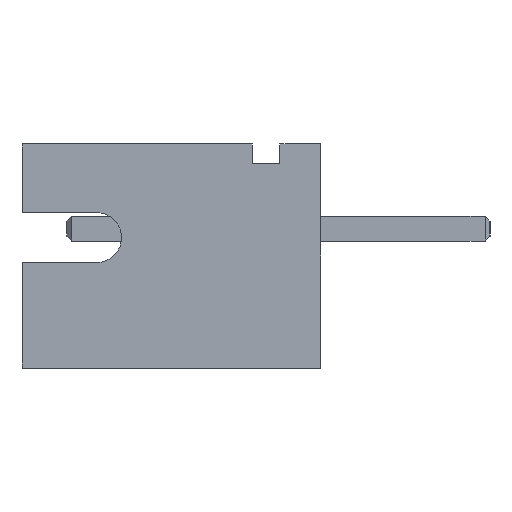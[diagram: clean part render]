
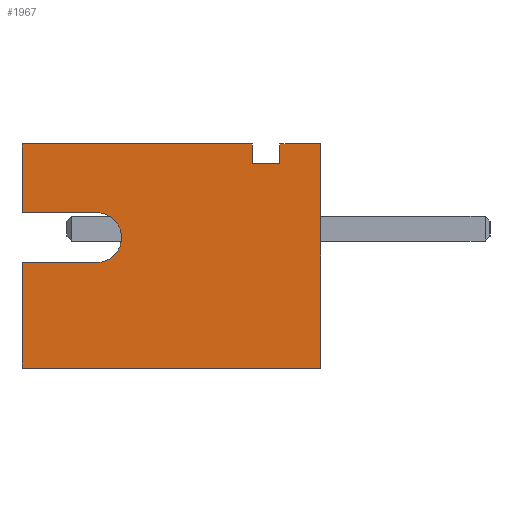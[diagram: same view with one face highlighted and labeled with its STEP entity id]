
A CAD part, left-side view. The second image highlights one B-rep face of the part: STEP entity #1967.
In plain terms, the highlighted planar face has unit normal (-1, 0, 0).
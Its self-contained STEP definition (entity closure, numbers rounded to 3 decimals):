
#245 = LINE ( 'NONE', #9698, #12028 ) ;
#315 = CIRCLE ( 'NONE', #10189, 0.5 ) ;
#329 = PLANE ( 'NONE',  #9159 ) ;
#509 = ORIENTED_EDGE ( 'NONE', *, *, #4233, .F. ) ;
#581 = EDGE_LOOP ( 'NONE', ( #13388, #878, #10579, #3590, #12874, #10103, #2654, #14434, #6326, #17216, #509, #17254 ) ) ;
#878 = ORIENTED_EDGE ( 'NONE', *, *, #9839, .F. ) ;
#1130 = VERTEX_POINT ( 'NONE', #8592 ) ;
#1408 = VECTOR ( 'NONE', #16765, 1000. ) ;
#1601 = CARTESIAN_POINT ( 'NONE',  ( -1.95, 0., 1.7 ) ) ;
#1711 = LINE ( 'NONE', #18164, #9974 ) ;
#1775 = LINE ( 'NONE', #3241, #2021 ) ;
#1967 = ADVANCED_FACE ( 'NONE', ( #15211 ), #329, .F. ) ;
#1985 = CARTESIAN_POINT ( 'NONE',  ( -1.95, 6., 1.7 ) ) ;
#2021 = VECTOR ( 'NONE', #3060, 1000. ) ;
#2199 = CARTESIAN_POINT ( 'NONE',  ( -1.95, 4.5, 0.32 ) ) ;
#2654 = ORIENTED_EDGE ( 'NONE', *, *, #16542, .F. ) ;
#2727 = LINE ( 'NONE', #11629, #5244 ) ;
#2752 = CARTESIAN_POINT ( 'NONE',  ( -1.95, 6., 1.7 ) ) ;
#2931 = VERTEX_POINT ( 'NONE', #9173 ) ;
#3060 = DIRECTION ( 'NONE',  ( 0., -1., 0. ) ) ;
#3107 = DIRECTION ( 'NONE',  ( 0., 0., 1. ) ) ;
#3207 = VERTEX_POINT ( 'NONE', #18965 ) ;
#3241 = CARTESIAN_POINT ( 'NONE',  ( -1.95, 6., 1.7 ) ) ;
#3277 = VERTEX_POINT ( 'NONE', #12488 ) ;
#3590 = ORIENTED_EDGE ( 'NONE', *, *, #14594, .T. ) ;
#3763 = DIRECTION ( 'NONE',  ( 0., -1., 0. ) ) ;
#3856 = CARTESIAN_POINT ( 'NONE',  ( -1.95, 1.38, 1.7 ) ) ;
#4233 = EDGE_CURVE ( 'NONE', #16184, #17842, #245, .T. ) ;
#4912 = EDGE_CURVE ( 'NONE', #1130, #19453, #11880, .T. ) ;
#4927 = VECTOR ( 'NONE', #18770, 1000. ) ;
#5161 = CARTESIAN_POINT ( 'NONE',  ( -1.95, 6., 0.32 ) ) ;
#5244 = VECTOR ( 'NONE', #8821, 1000. ) ;
#5531 = DIRECTION ( 'NONE',  ( 0., -1., 0. ) ) ;
#5538 = CARTESIAN_POINT ( 'NONE',  ( -1.95, 0.82, 1.3 ) ) ;
#6042 = CARTESIAN_POINT ( 'NONE',  ( -1.95, 0., 1.7 ) ) ;
#6129 = CARTESIAN_POINT ( 'NONE',  ( -1.95, 6., -0.68 ) ) ;
#6196 = VERTEX_POINT ( 'NONE', #12787 ) ;
#6239 = VERTEX_POINT ( 'NONE', #2199 ) ;
#6326 = ORIENTED_EDGE ( 'NONE', *, *, #9587, .T. ) ;
#6353 = CARTESIAN_POINT ( 'NONE',  ( -1.95, 6., 1.7 ) ) ;
#6678 = CARTESIAN_POINT ( 'NONE',  ( -1.95, 0.82, 1.3 ) ) ;
#6767 = LINE ( 'NONE', #6678, #4927 ) ;
#7393 = CARTESIAN_POINT ( 'NONE',  ( -1.95, 1.38, 1.3 ) ) ;
#8256 = CARTESIAN_POINT ( 'NONE',  ( -1.95, 6., -2.8 ) ) ;
#8398 = CARTESIAN_POINT ( 'NONE',  ( -1.95, 6., -2.8 ) ) ;
#8402 = VECTOR ( 'NONE', #3763, 1000. ) ;
#8592 = CARTESIAN_POINT ( 'NONE',  ( -1.95, 1.38, 1.3 ) ) ;
#8821 = DIRECTION ( 'NONE',  ( 0., 0., 1. ) ) ;
#9159 = AXIS2_PLACEMENT_3D ( 'NONE', #6353, #12319, #12409 ) ;
#9173 = CARTESIAN_POINT ( 'NONE',  ( -1.95, 0.82, 1.7 ) ) ;
#9239 = DIRECTION ( 'NONE',  ( 0., 0., 1. ) ) ;
#9587 = EDGE_CURVE ( 'NONE', #1130, #15070, #1711, .T. ) ;
#9698 = CARTESIAN_POINT ( 'NONE',  ( -1.95, 6., 1.7 ) ) ;
#9769 = VERTEX_POINT ( 'NONE', #1601 ) ;
#9839 = EDGE_CURVE ( 'NONE', #3207, #3277, #10593, .T. ) ;
#9881 = EDGE_CURVE ( 'NONE', #17842, #15070, #17458, .T. ) ;
#9974 = VECTOR ( 'NONE', #3107, 1000. ) ;
#10101 = VERTEX_POINT ( 'NONE', #8256 ) ;
#10103 = ORIENTED_EDGE ( 'NONE', *, *, #16031, .F. ) ;
#10189 = AXIS2_PLACEMENT_3D ( 'NONE', #15418, #16821, #9239 ) ;
#10579 = ORIENTED_EDGE ( 'NONE', *, *, #17260, .F. ) ;
#10593 = LINE ( 'NONE', #6129, #1408 ) ;
#11629 = CARTESIAN_POINT ( 'NONE',  ( -1.95, 6., 1.7 ) ) ;
#11705 = LINE ( 'NONE', #18316, #11796 ) ;
#11796 = VECTOR ( 'NONE', #13665, 1000. ) ;
#11880 = LINE ( 'NONE', #7393, #13396 ) ;
#12028 = VECTOR ( 'NONE', #12607, 1000. ) ;
#12096 = DIRECTION ( 'NONE',  ( 0., 0., 1. ) ) ;
#12319 = DIRECTION ( 'NONE',  ( 1., 0., 0. ) ) ;
#12409 = DIRECTION ( 'NONE',  ( 0., 0., -1. ) ) ;
#12488 = CARTESIAN_POINT ( 'NONE',  ( -1.95, 4.5, -0.68 ) ) ;
#12607 = DIRECTION ( 'NONE',  ( 0., 0., 1. ) ) ;
#12668 = EDGE_CURVE ( 'NONE', #6239, #16184, #11705, .T. ) ;
#12787 = CARTESIAN_POINT ( 'NONE',  ( -1.95, 0., -2.8 ) ) ;
#12874 = ORIENTED_EDGE ( 'NONE', *, *, #16586, .T. ) ;
#13388 = ORIENTED_EDGE ( 'NONE', *, *, #13483, .F. ) ;
#13396 = VECTOR ( 'NONE', #19500, 1000. ) ;
#13483 = EDGE_CURVE ( 'NONE', #3277, #6239, #315, .T. ) ;
#13665 = DIRECTION ( 'NONE',  ( 0., 1., 0. ) ) ;
#13844 = VECTOR ( 'NONE', #12096, 1000. ) ;
#14434 = ORIENTED_EDGE ( 'NONE', *, *, #4912, .F. ) ;
#14594 = EDGE_CURVE ( 'NONE', #10101, #6196, #14795, .T. ) ;
#14795 = LINE ( 'NONE', #8398, #19157 ) ;
#15070 = VERTEX_POINT ( 'NONE', #3856 ) ;
#15211 = FACE_OUTER_BOUND ( 'NONE', #581, .T. ) ;
#15418 = CARTESIAN_POINT ( 'NONE',  ( -1.95, 4.5, -0.18 ) ) ;
#16031 = EDGE_CURVE ( 'NONE', #2931, #9769, #1775, .T. ) ;
#16184 = VERTEX_POINT ( 'NONE', #5161 ) ;
#16542 = EDGE_CURVE ( 'NONE', #19453, #2931, #6767, .T. ) ;
#16586 = EDGE_CURVE ( 'NONE', #6196, #9769, #18064, .T. ) ;
#16765 = DIRECTION ( 'NONE',  ( 0., -1., 0. ) ) ;
#16821 = DIRECTION ( 'NONE',  ( -1., 0., 0. ) ) ;
#17216 = ORIENTED_EDGE ( 'NONE', *, *, #9881, .F. ) ;
#17254 = ORIENTED_EDGE ( 'NONE', *, *, #12668, .F. ) ;
#17260 = EDGE_CURVE ( 'NONE', #10101, #3207, #2727, .T. ) ;
#17458 = LINE ( 'NONE', #1985, #8402 ) ;
#17842 = VERTEX_POINT ( 'NONE', #2752 ) ;
#18064 = LINE ( 'NONE', #6042, #13844 ) ;
#18164 = CARTESIAN_POINT ( 'NONE',  ( -1.95, 1.38, 1.3 ) ) ;
#18316 = CARTESIAN_POINT ( 'NONE',  ( -1.95, 6., 0.32 ) ) ;
#18770 = DIRECTION ( 'NONE',  ( 0., 0., 1. ) ) ;
#18965 = CARTESIAN_POINT ( 'NONE',  ( -1.95, 6., -0.68 ) ) ;
#19157 = VECTOR ( 'NONE', #5531, 1000. ) ;
#19453 = VERTEX_POINT ( 'NONE', #5538 ) ;
#19500 = DIRECTION ( 'NONE',  ( 0., -1., 0. ) ) ;
